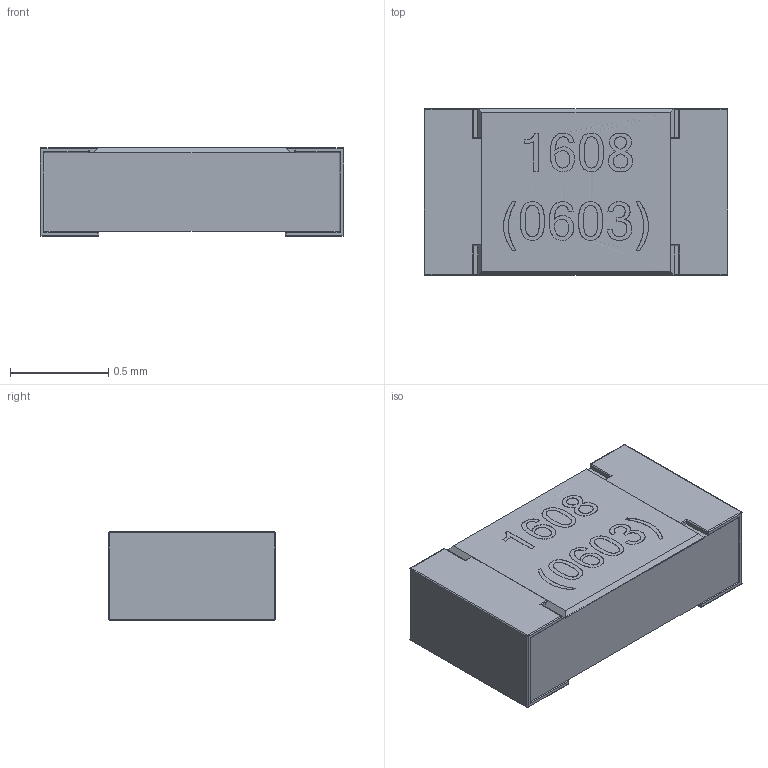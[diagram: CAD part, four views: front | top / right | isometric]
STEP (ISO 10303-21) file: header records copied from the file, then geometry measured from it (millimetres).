
FILE_DESCRIPTION(/* description */ (''),/* implementation_level */ '2;1');
FILE_NAME(/* name */ '0603-RES_ipt_8b700510.STEP',/* time_stamp */ '2022-06-02T14:49:55+03:00',/* author */ ('Sulieman DAHER'),/* organization */ (''),/* preprocessor_version */ 'ST-DEVELOPER v16.13',/* originating_system */ 'Autodesk Inventor 2018',/* authorisation */ '');
FILE_SCHEMA (('AUTOMOTIVE_DESIGN { 1 0 10303 214 3 1 1 }'));
Length unit declared in the file: millimetre
Products named in the file (1): 0603-RES
Bounding box: 1.55 x 0.85 x 0.45 mm (x, y, z)
Volume: 0.6 mm3; surface area: 4.8 mm2
Topology: 1 solids, 1 shells, 263 faces, 654 edges, 400 vertices
Faces by surface type: bspline 134, plane 67, cylinder 46, sphere 16
Entity records: 8136 total; most frequent: CARTESIAN_POINT 2622, ORIENTED_EDGE 1288, DIRECTION 660, EDGE_CURVE 644, VERTEX_POINT 400, LINE 304, VECTOR 304, EDGE_LOOP 280
